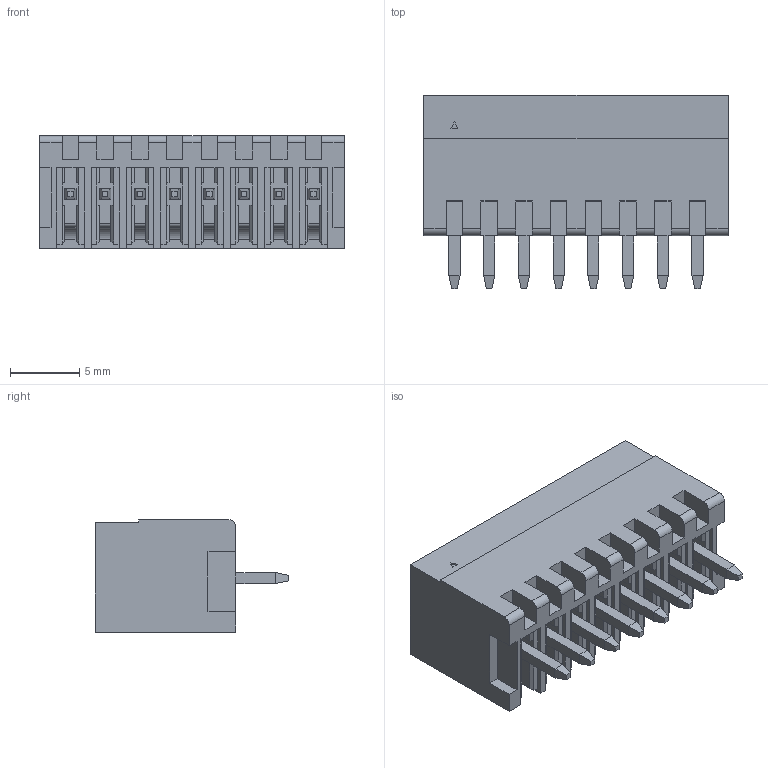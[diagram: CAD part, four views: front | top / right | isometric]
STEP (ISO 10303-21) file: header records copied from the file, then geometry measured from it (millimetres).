
FILE_DESCRIPTION (( 'STEP AP214' ), '1' );
FILE_NAME ('15EDGVC-2.5-08P-14-00AH.STEP', '2021-01-23T21:22:48', ( '' ), ( '' ), 'SwSTEP 2.0', 'SolidWorks 2020', '' );
FILE_SCHEMA (( 'AUTOMOTIVE_DESIGN' ));
Length unit declared in the file: millimetre
Products named in the file (1): 15EDGVC-2.5-08P-14-00AH
Bounding box: 21.9 x 13.9 x 8.1 mm (x, y, z)
Volume: 929.8 mm3; surface area: 2174 mm2
Topology: 1 solids, 1 shells, 956 faces, 2554 edges, 1646 vertices
Faces by surface type: plane 770, bspline 129, cylinder 41, torus 16
Entity records: 40515 total; most frequent: CARTESIAN_POINT 12982, ORIENTED_EDGE 5108, DIRECTION 4130, EDGE_CURVE 2554, VECTOR 2118, LINE 2118, VERTEX_POINT 1646, EDGE_LOOP 1006
